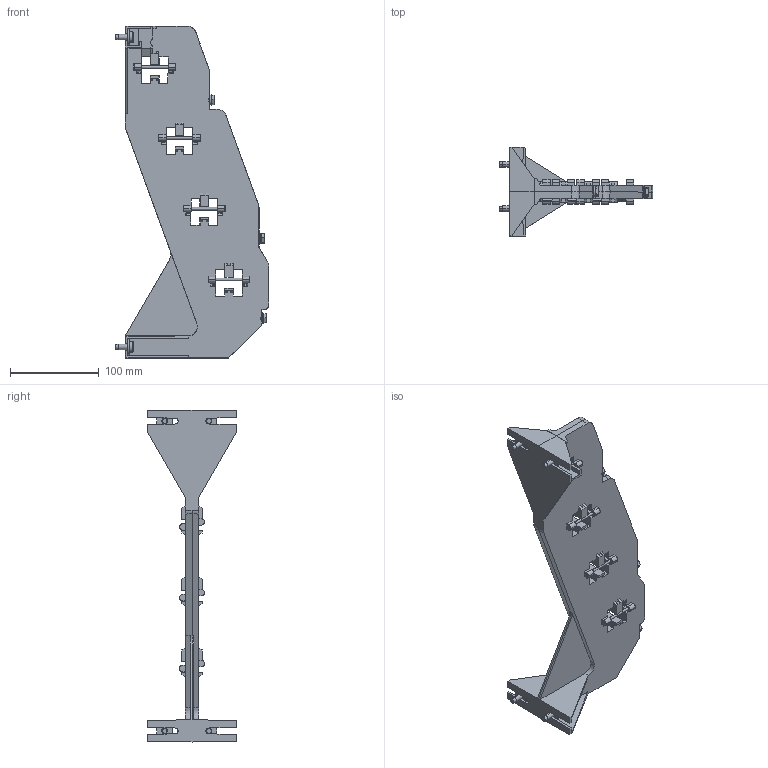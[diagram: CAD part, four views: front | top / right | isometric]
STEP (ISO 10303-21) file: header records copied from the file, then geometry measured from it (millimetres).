
FILE_DESCRIPTION(('STEP AP214'),'1');
FILE_NAME('cctmp_C0178CB8-D0BB-4BC9-80DF-D01BE6C95B07_2023_03_29_08_32_55_0608..stp','2023-03-29T06:32:56',('SIEMENS A&D'),('CADClick - www.CADClick.com'),'Spatial InterOp 3D postprocessed',' ','unknown authorization');
FILE_SCHEMA(('AUTOMOTIVE_DESIGN'));
Length unit declared in the file: millimetre
Products named in the file (8): cc_unnamed; 2023_03_29_08_32_55_0568; 2023_03_29_08_32_55_0564; 2023_03_29_08_32_55_0560; 2023_03_29_08_32_55_0556; 2023_03_29_08_32_55_0552; 2023_03_29_08_32_55_0548; 2023_03_29_08_32_55_0544
Assembly tree (7 placements, depth 2):
  cc_unnamed
    2023_03_29_08_32_55_0568
    2023_03_29_08_32_55_0564
    2023_03_29_08_32_55_0560
    2023_03_29_08_32_55_0556
    2023_03_29_08_32_55_0552
    2023_03_29_08_32_55_0548
    2023_03_29_08_32_55_0544
Bounding box: 173.46 x 100 x 375 mm (x, y, z)
Volume: 613283.7 mm3; surface area: 155435.2 mm2
Topology: 7 solids, 7 shells, 763 faces, 2021 edges, 1294 vertices
Faces by surface type: plane 482, cylinder 175, cone 68, torus 30, bspline 8
Entity records: 26350 total; most frequent: CARTESIAN_POINT 5157, ORIENTED_EDGE 4042, DIRECTION 3738, EDGE_CURVE 2021, LINE 1394, VECTOR 1394, VERTEX_POINT 1294, AXIS2_PLACEMENT_3D 1172
